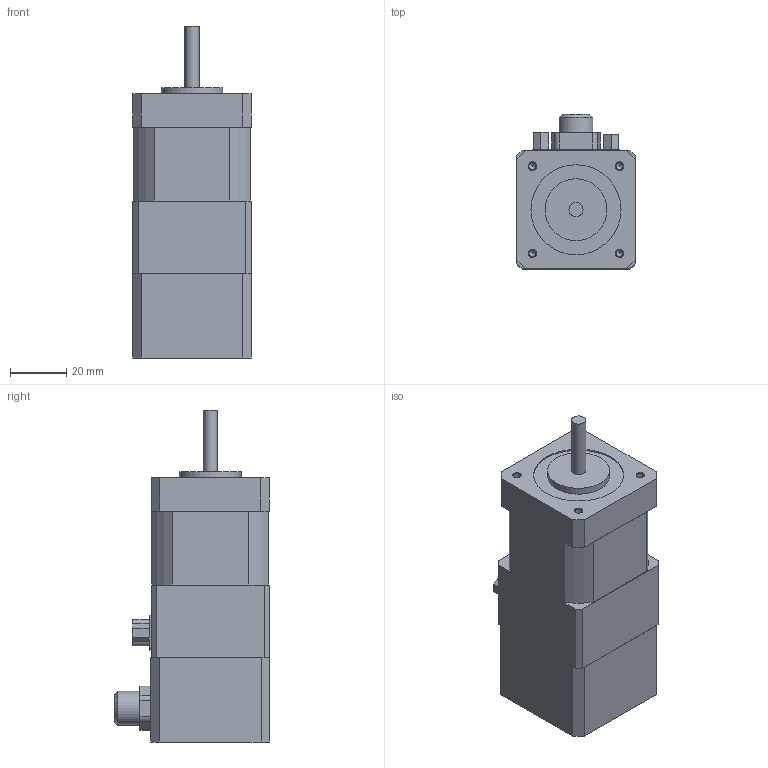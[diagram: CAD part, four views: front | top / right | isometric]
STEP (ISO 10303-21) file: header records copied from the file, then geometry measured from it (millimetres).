
FILE_DESCRIPTION(/* description */ ('STEP AP214'),/* implementation_level */ '2;1');
FILE_NAME(/* name */ '1370471_EMMS-ST-42-S-SE-G2',/* time_stamp */ '2024-08-28T00:22:32+02:00',/* author */ ('License CC BY-ND 4.0'),/* organization */ ('CADENAS'),/* preprocessor_version */ 'ST-DEVELOPER v19.3',/* originating_system */ 'PARTsolutions',/* authorisation */ ' ');
FILE_SCHEMA (('AUTOMOTIVE_DESIGN {1 0 10303 214 3 1 1}'));
Length unit declared in the file: millimetre
Products named in the file (1): 1370471 EMMS-ST-42-S-SE-G2
Bounding box: 42.2 x 55.1 x 118 mm (x, y, z)
Volume: 164891 mm3; surface area: 21398 mm2
Topology: 1 solids, 1 shells, 165 faces, 378 edges, 248 vertices
Faces by surface type: plane 105, cylinder 51, cone 9
Full cylindrical faces by diameter (mm): 1 x17, 2.459 x4, 2.5 x2, 5 x1, 12 x1, 22 x1, 32 x1
Entity records: 5577 total; most frequent: DIRECTION 772, CARTESIAN_POINT 742, ORIENTED_EDGE 666, EDGE_CURVE 333, AXIS2_PLACEMENT_3D 273, VERTEX_POINT 243, FACE_BOUND 238, EDGE_LOOP 234
